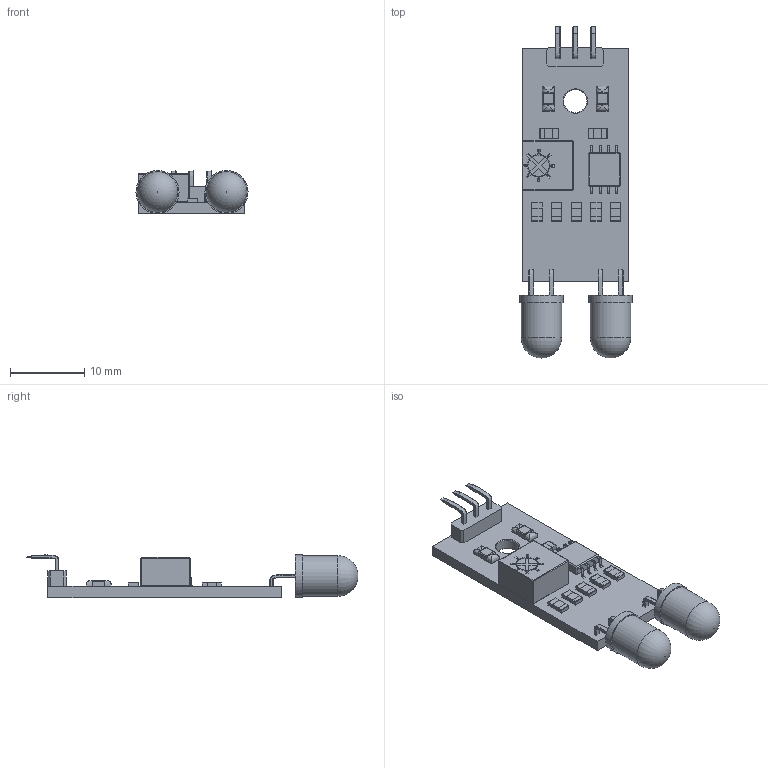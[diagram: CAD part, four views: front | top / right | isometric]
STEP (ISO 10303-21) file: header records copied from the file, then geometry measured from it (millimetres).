
FILE_DESCRIPTION(/* description */ ('STEP AP242 Edition 2','CAx-IF Rec.Pracs.---Representation and Presentation of Product Manufacturing Information (PMI)---4.0---2014-10-13','CAx-IF Rec.Pracs.---3D Tessellated Geometry---0.4---2014-09-14','2;1','CAx-IF Rec.Pracs.---User Defined Attributes---1.5---2016-08-15'),/* implementation_level */ '2;1');
FILE_NAME(/* name */ '696712c606d0ae4da0e2c491',/* time_stamp */ '2026-01-14T03:51:35Z',/* author */ (''),/* organization */ (''),/* preprocessor_version */ 'ST-DEVELOPER v20',/* originating_system */ 'ONSHAPE BY PTC INC, 1.209',/* authorisation */ ' ');
FILE_SCHEMA (('AP242_MANAGED_MODEL_BASED_3D_ENGINEERING_MIM_LF { 1 0 10303 442 3 1 4 }'));
Length unit declared in the file: metre
Products named in the file (44): IR; Part 15; Part 17; Part 22; Part 9; Part 35; Part 14; Part 36; Part 13; Part 20; Part 18; Part 4; Part 6; Part 7; Part 5; Part 38; Part 12; Part 40; Part 34; Part 30; Part 19; Part 24; Part 16; Part 43; Part 1; Part 26; Part 41; Part 3; Part 10; Part 39; Part 32; Part 23; Part 29; Part 8; Part 42; Part 27; Part 25; Part 21; Part 37; Part 28 ...
Assembly tree (43 placements, depth 2):
  IR
    Part 15
    Part 17
    Part 22
    Part 9
    Part 35
    Part 14
    Part 36
    Part 13
    Part 20
    Part 18
    Part 4
    Part 6
    Part 7
    Part 5
    Part 38
    Part 12
    Part 40
    Part 34
    Part 30
    Part 19
    Part 24
    Part 16
    Part 43
    Part 1
    Part 26
    Part 41
    Part 3
    Part 10
    Part 39
    Part 32
    Part 23
    Part 29
    Part 8
    Part 42
    Part 27
    Part 25
    Part 21
    Part 37
    Part 28
    Part 2
    Part 11
    Part 33
    Part 31
Bounding box: 15.1 x 44.71 x 5.8 mm (x, y, z)
Volume: 1316.2 mm3; surface area: 2017.3 mm2
Topology: 43 solids, 43 shells, 501 faces, 1083 edges, 670 vertices
Faces by surface type: plane 383, bspline 70, cylinder 36, cone 10, torus 2
Full cylindrical faces by diameter (mm): 2.85 x1, 3.1 x1, 5.45 x2, 5.8 x2
Entity records: 17923 total; most frequent: CARTESIAN_POINT 6532, ORIENTED_EDGE 2144, DIRECTION 1905, EDGE_CURVE 1072, LINE 789, VECTOR 789, VERTEX_POINT 669, AXIS2_PLACEMENT_3D 558
